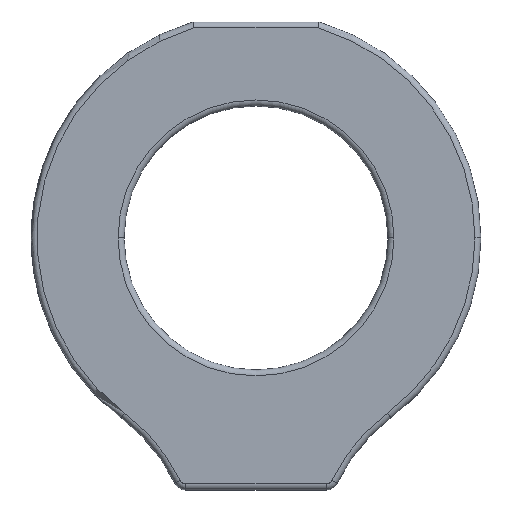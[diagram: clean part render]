
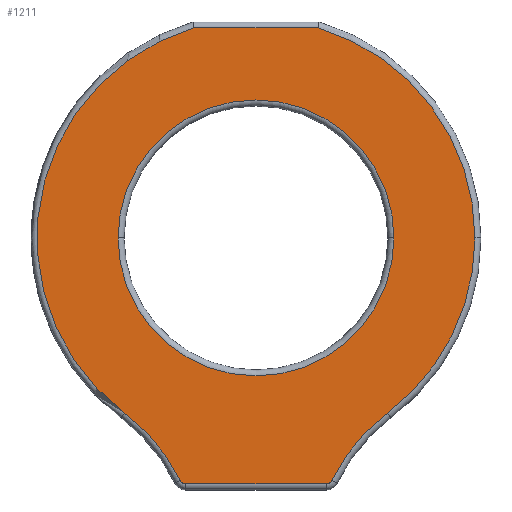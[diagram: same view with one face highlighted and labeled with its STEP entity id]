
A CAD part, top view. The second image highlights one B-rep face of the part: STEP entity #1211.
In plain terms, the highlighted planar face has unit normal (0, 0, 1).
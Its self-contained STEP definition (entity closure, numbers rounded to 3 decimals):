
#29 = VERTEX_POINT ( 'NONE', #573 ) ;
#64 = FACE_BOUND ( 'NONE', #351, .T. ) ;
#67 = CIRCLE ( 'NONE', #1857, 11.5 ) ;
#70 = CIRCLE ( 'NONE', #2172, 15.5 ) ;
#89 = ORIENTED_EDGE ( 'NONE', *, *, #600, .T. ) ;
#118 = CIRCLE ( 'NONE', #2725, 11.5 ) ;
#126 = VERTEX_POINT ( 'NONE', #870 ) ;
#136 = CIRCLE ( 'NONE', #710, 18.25 ) ;
#171 = LINE ( 'NONE', #2480, #474 ) ;
#178 = CARTESIAN_POINT ( 'NONE',  ( 2.668, 2.577, 45. ) ) ;
#195 = CARTESIAN_POINT ( 'NONE',  ( 2.668, 2.577, 45. ) ) ;
#257 = EDGE_LOOP ( 'NONE', ( #2171, #987, #678, #286, #2504, #1029, #89, #2791, #2742 ) ) ;
#286 = ORIENTED_EDGE ( 'NONE', *, *, #1408, .T. ) ;
#333 = DIRECTION ( 'NONE',  ( 1., 0., 0. ) ) ;
#351 = EDGE_LOOP ( 'NONE', ( #2406, #1398 ) ) ;
#353 = DIRECTION ( 'NONE',  ( 0., 0., -1. ) ) ;
#356 = EDGE_CURVE ( 'NONE', #2108, #2264, #70, .T. ) ;
#457 = AXIS2_PLACEMENT_3D ( 'NONE', #1162, #2218, #916 ) ;
#468 = CARTESIAN_POINT ( 'NONE',  ( 8.528, -17.923, 45. ) ) ;
#474 = VECTOR ( 'NONE', #536, 1000. ) ;
#487 = DIRECTION ( 'NONE',  ( 1., 0., 0. ) ) ;
#488 = VERTEX_POINT ( 'NONE', #2516 ) ;
#534 = DIRECTION ( 'NONE',  ( 0., 0., -1. ) ) ;
#535 = VERTEX_POINT ( 'NONE', #1456 ) ;
#536 = DIRECTION ( 'NONE',  ( -1., 0., 0. ) ) ;
#547 = CIRCLE ( 'NONE', #1330, 0.5 ) ;
#554 = CARTESIAN_POINT ( 'NONE',  ( 2.668, 2.577, 45. ) ) ;
#573 = CARTESIAN_POINT ( 'NONE',  ( -8.832, 2.577, 45. ) ) ;
#600 = EDGE_CURVE ( 'NONE', #2264, #2718, #547, .T. ) ;
#670 = CARTESIAN_POINT ( 'NONE',  ( 8.978, -17.641, 45. ) ) ;
#678 = ORIENTED_EDGE ( 'NONE', *, *, #2758, .T. ) ;
#687 = CIRCLE ( 'NONE', #457, 18.25 ) ;
#688 = VERTEX_POINT ( 'NONE', #1332 ) ;
#705 = CARTESIAN_POINT ( 'NONE',  ( 2.668, 2.577, 45. ) ) ;
#710 = AXIS2_PLACEMENT_3D ( 'NONE', #554, #2497, #333 ) ;
#748 = EDGE_CURVE ( 'NONE', #29, #126, #67, .T. ) ;
#866 = DIRECTION ( 'NONE',  ( 1., 0., 0. ) ) ;
#870 = CARTESIAN_POINT ( 'NONE',  ( 14.168, 2.577, 45. ) ) ;
#886 = CARTESIAN_POINT ( 'NONE',  ( 8.528, -17.923, 45. ) ) ;
#889 = EDGE_CURVE ( 'NONE', #535, #488, #136, .T. ) ;
#901 = DIRECTION ( 'NONE',  ( 0., 0., -1. ) ) ;
#916 = DIRECTION ( 'NONE',  ( 1., 0., 0. ) ) ;
#942 = EDGE_CURVE ( 'NONE', #2283, #535, #1240, .T. ) ;
#987 = ORIENTED_EDGE ( 'NONE', *, *, #889, .T. ) ;
#1029 = ORIENTED_EDGE ( 'NONE', *, *, #356, .T. ) ;
#1055 = AXIS2_PLACEMENT_3D ( 'NONE', #2489, #353, #1624 ) ;
#1061 = CARTESIAN_POINT ( 'NONE',  ( -8.28, -12.024, 45. ) ) ;
#1096 = CIRCLE ( 'NONE', #1407, 18.25 ) ;
#1162 = CARTESIAN_POINT ( 'NONE',  ( 2.668, 2.577, 45. ) ) ;
#1211 = ADVANCED_FACE ( 'NONE', ( #64, #2493 ), #1943, .T. ) ;
#1240 = CIRCLE ( 'NONE', #1055, 15.5 ) ;
#1330 = AXIS2_PLACEMENT_3D ( 'NONE', #2788, #1920, #1496 ) ;
#1332 = CARTESIAN_POINT ( 'NONE',  ( -2.51, 20.077, 45. ) ) ;
#1398 = ORIENTED_EDGE ( 'NONE', *, *, #748, .T. ) ;
#1407 = AXIS2_PLACEMENT_3D ( 'NONE', #195, #1495, #2582 ) ;
#1408 = EDGE_CURVE ( 'NONE', #1607, #688, #171, .T. ) ;
#1456 = CARTESIAN_POINT ( 'NONE',  ( 13.616, -12.024, 45. ) ) ;
#1495 = DIRECTION ( 'NONE',  ( 0., 0., 1. ) ) ;
#1496 = DIRECTION ( 'NONE',  ( 1., 0., 0. ) ) ;
#1571 = DIRECTION ( 'NONE',  ( 0., 0., 1. ) ) ;
#1607 = VERTEX_POINT ( 'NONE', #1690 ) ;
#1619 = DIRECTION ( 'NONE',  ( 1., 0., 0. ) ) ;
#1624 = DIRECTION ( 'NONE',  ( 1., 0., 0. ) ) ;
#1690 = CARTESIAN_POINT ( 'NONE',  ( 7.846, 20.077, 45. ) ) ;
#1714 = AXIS2_PLACEMENT_3D ( 'NONE', #705, #2649, #2195 ) ;
#1742 = VERTEX_POINT ( 'NONE', #886 ) ;
#1769 = CARTESIAN_POINT ( 'NONE',  ( 2.668, 2.577, 45. ) ) ;
#1780 = DIRECTION ( 'NONE',  ( 1., 0., 0. ) ) ;
#1820 = EDGE_CURVE ( 'NONE', #2718, #1742, #2762, .T. ) ;
#1857 = AXIS2_PLACEMENT_3D ( 'NONE', #1769, #901, #487 ) ;
#1859 = AXIS2_PLACEMENT_3D ( 'NONE', #1998, #1571, #1780 ) ;
#1890 = DIRECTION ( 'NONE',  ( 1., 0., 0. ) ) ;
#1920 = DIRECTION ( 'NONE',  ( 0., 0., 1. ) ) ;
#1943 = PLANE ( 'NONE',  #1714 ) ;
#1960 = VECTOR ( 'NONE', #866, 1000. ) ;
#1998 = CARTESIAN_POINT ( 'NONE',  ( 8.528, -17.423, 45. ) ) ;
#2108 = VERTEX_POINT ( 'NONE', #1061 ) ;
#2171 = ORIENTED_EDGE ( 'NONE', *, *, #942, .T. ) ;
#2172 = AXIS2_PLACEMENT_3D ( 'NONE', #2503, #534, #1619 ) ;
#2195 = DIRECTION ( 'NONE',  ( 1., 0., 0. ) ) ;
#2218 = DIRECTION ( 'NONE',  ( 0., 0., 1. ) ) ;
#2264 = VERTEX_POINT ( 'NONE', #2389 ) ;
#2283 = VERTEX_POINT ( 'NONE', #670 ) ;
#2313 = CARTESIAN_POINT ( 'NONE',  ( -3.192, -17.923, 45. ) ) ;
#2344 = CIRCLE ( 'NONE', #1859, 0.5 ) ;
#2389 = CARTESIAN_POINT ( 'NONE',  ( -3.642, -17.641, 45. ) ) ;
#2406 = ORIENTED_EDGE ( 'NONE', *, *, #2674, .T. ) ;
#2439 = EDGE_CURVE ( 'NONE', #1742, #2283, #2344, .T. ) ;
#2480 = CARTESIAN_POINT ( 'NONE',  ( 2.668, 20.077, 45. ) ) ;
#2489 = CARTESIAN_POINT ( 'NONE',  ( 22.914, -24.425, 45. ) ) ;
#2493 = FACE_OUTER_BOUND ( 'NONE', #257, .T. ) ;
#2497 = DIRECTION ( 'NONE',  ( 0., 0., 1. ) ) ;
#2503 = CARTESIAN_POINT ( 'NONE',  ( -17.579, -24.425, 45. ) ) ;
#2504 = ORIENTED_EDGE ( 'NONE', *, *, #2521, .T. ) ;
#2516 = CARTESIAN_POINT ( 'NONE',  ( 20.918, 2.577, 45. ) ) ;
#2521 = EDGE_CURVE ( 'NONE', #688, #2108, #687, .T. ) ;
#2582 = DIRECTION ( 'NONE',  ( 1., 0., 0. ) ) ;
#2649 = DIRECTION ( 'NONE',  ( 0., 0., 1. ) ) ;
#2674 = EDGE_CURVE ( 'NONE', #126, #29, #118, .T. ) ;
#2718 = VERTEX_POINT ( 'NONE', #2313 ) ;
#2725 = AXIS2_PLACEMENT_3D ( 'NONE', #178, #2752, #1890 ) ;
#2742 = ORIENTED_EDGE ( 'NONE', *, *, #2439, .T. ) ;
#2752 = DIRECTION ( 'NONE',  ( 0., 0., -1. ) ) ;
#2758 = EDGE_CURVE ( 'NONE', #488, #1607, #1096, .T. ) ;
#2762 = LINE ( 'NONE', #468, #1960 ) ;
#2788 = CARTESIAN_POINT ( 'NONE',  ( -3.192, -17.423, 45. ) ) ;
#2791 = ORIENTED_EDGE ( 'NONE', *, *, #1820, .T. ) ;
